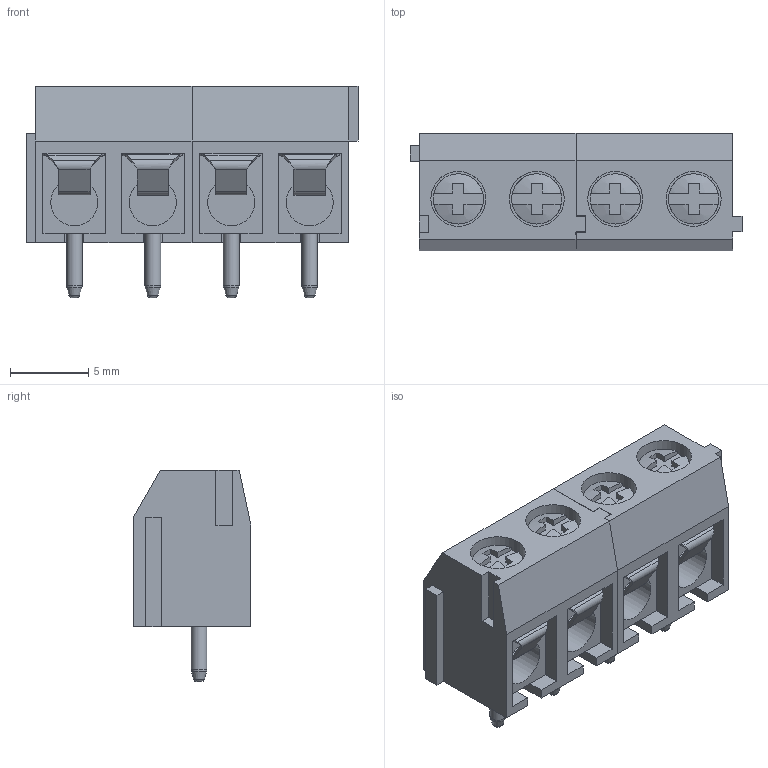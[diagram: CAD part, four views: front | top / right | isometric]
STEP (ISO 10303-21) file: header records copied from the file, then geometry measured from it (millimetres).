
FILE_DESCRIPTION(/* description */ (''),/* implementation_level */ '2;1');
FILE_NAME(/* name */ 'TE_1776244-4 v1.step',/* time_stamp */ '2019-02-07T16:44:15-08:00',/* author */ ('kache2692'),/* organization */ (''),/* preprocessor_version */ 'ST-DEVELOPER v17.2',/* originating_system */ 'Autodesk Translation Framework v7.6.0.251',/* authorisation */ '');
FILE_SCHEMA (('AUTOMOTIVE_DESIGN { 1 0 10303 214 3 1 1 }'));
Length unit declared in the file: millimetre
Products named in the file (1): TE_1776244-2
Bounding box: 21.16 x 7.5 x 13.5 mm (x, y, z)
Volume: 1198.5 mm3; surface area: 2599.9 mm2
Topology: 14 solids, 14 shells, 352 faces, 904 edges, 596 vertices
Faces by surface type: plane 264, cylinder 52, bspline 20, sphere 12, cone 4
Full cylindrical faces by diameter (mm): 1 x4, 2 x8, 2.1 x4, 3 x4, 3.2 x4, 3.5 x4
Entity records: 11196 total; most frequent: CARTESIAN_POINT 2465, ORIENTED_EDGE 1808, DIRECTION 1746, EDGE_CURVE 904, LINE 656, VECTOR 656, VERTEX_POINT 596, AXIS2_PLACEMENT_3D 545
